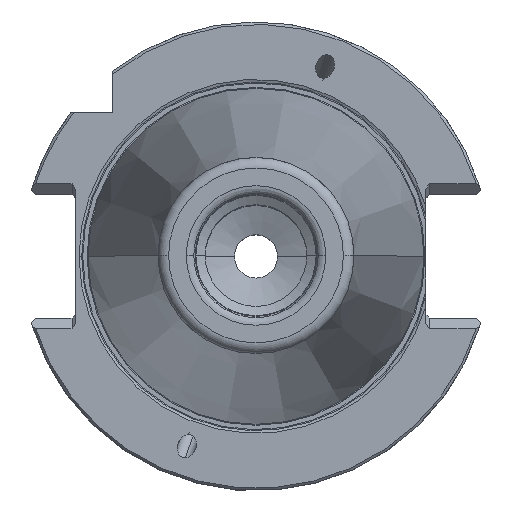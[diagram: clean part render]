
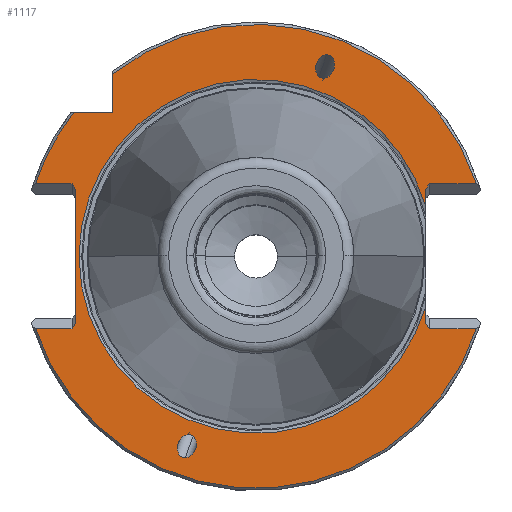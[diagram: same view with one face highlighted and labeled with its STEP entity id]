
A CAD part, top view. The second image highlights one B-rep face of the part: STEP entity #1117.
In plain terms, the highlighted planar face has unit normal (0, 0, 1).
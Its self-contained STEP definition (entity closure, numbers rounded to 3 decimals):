
#917=EDGE_CURVE('NONE',#1977,#1555,#2692,.T.);
#927=EDGE_CURVE('NONE',#1005,#2049,#2703,.T.);
#1005=VERTEX_POINT('NONE',#2787);
#1025=VERTEX_POINT('NONE',#2810);
#1099=EDGE_CURVE('NONE',#1005,#2567,#2897,.T.);
#1117=ADVANCED_FACE('NONE',(#2919,#2920,#2921),#2922,.F.);
#1129=EDGE_CURVE('NONE',#2427,#2475,#2936,.T.);
#1205=VERTEX_POINT('NONE',#3025);
#1369=EDGE_CURVE('NONE',#1893,#1421,#3207,.T.);
#1377=EDGE_CURVE('NONE',#2609,#1711,#3215,.T.);
#1421=VERTEX_POINT('NONE',#3263);
#1437=VERTEX_POINT('NONE',#3281);
#1507=EDGE_CURVE('NONE',#1709,#1205,#3355,.T.);
#1517=EDGE_CURVE('NONE',#1555,#2049,#3367,.T.);
#1521=EDGE_CURVE('NONE',#2393,#2217,#3371,.T.);
#1539=EDGE_CURVE('NONE',#2445,#2653,#3390,.T.);
#1555=VERTEX_POINT('NONE',#3407);
#1567=EDGE_CURVE('NONE',#2573,#1709,#3422,.T.);
#1613=EDGE_CURVE('NONE',#1421,#1893,#3471,.T.);
#1657=EDGE_CURVE('NONE',#1025,#1437,#3519,.T.);
#1669=EDGE_CURVE('NONE',#2567,#2609,#3533,.T.);
#1709=VERTEX_POINT('NONE',#3576);
#1711=VERTEX_POINT('NONE',#3578);
#1749=EDGE_CURVE('NONE',#1977,#2427,#3618,.T.);
#1765=EDGE_CURVE('NONE',#2573,#2217,#3634,.T.);
#1893=VERTEX_POINT('NONE',#3774);
#1977=VERTEX_POINT('NONE',#3863);
#2037=EDGE_CURVE('NONE',#2509,#2297,#3936,.T.);
#2047=EDGE_CURVE('NONE',#1437,#1711,#3946,.T.);
#2049=VERTEX_POINT('NONE',#3948);
#2099=EDGE_CURVE('NONE',#2297,#1205,#4002,.T.);
#2217=VERTEX_POINT('NONE',#4126);
#2297=VERTEX_POINT('NONE',#4219);
#2319=EDGE_CURVE('NONE',#1025,#2509,#4246,.T.);
#2393=VERTEX_POINT('NONE',#4328);
#2427=VERTEX_POINT('NONE',#4363);
#2445=VERTEX_POINT('NONE',#4383);
#2447=EDGE_CURVE('NONE',#2393,#2475,#4385,.T.);
#2475=VERTEX_POINT('NONE',#4418);
#2509=VERTEX_POINT('NONE',#4459);
#2567=VERTEX_POINT('NONE',#4526);
#2569=EDGE_CURVE('NONE',#2653,#2445,#4528,.T.);
#2573=VERTEX_POINT('NONE',#4533);
#2609=VERTEX_POINT('NONE',#4575);
#2653=VERTEX_POINT('NONE',#4624);
#2692=LINE('',#4662,#4663);
#2703=CIRCLE('',#4679,48.225);
#2787=CARTESIAN_POINT('',(45.816,15.05,-1.5));
#2810=CARTESIAN_POINT('',(35.3,-10.348,-1.5));
#2897=LINE('',#4972,#4973);
#2919=FACE_OUTER_BOUND('',#5001,.T.);
#2920=FACE_BOUND('',#5002,.T.);
#2921=FACE_BOUND('',#5003,.T.);
#2922=PLANE('',#5004);
#2936=LINE('',#5022,#5023);
#3025=CARTESIAN_POINT('',(45.816,-15.05,-1.5));
#3207=(B_SPLINE_CURVE(3,(#5418,#5419,#5420,#5421),.UNSPECIFIED.,.F.,.F.)B_SPLINE_CURVE_WITH_KNOTS((4,4),(0.272,3.414),.UNSPECIFIED.)RATIONAL_B_SPLINE_CURVE((1.0,0.333,0.333,1.0))BOUNDED_CURVE()REPRESENTATION_ITEM('')GEOMETRIC_REPRESENTATION_ITEM()CURVE());
#3215=LINE('',#5439,#5440);
#3263=CARTESIAN_POINT('',(14.027,37.047,-1.5));
#3281=CARTESIAN_POINT('',(-36.786,0.,-1.5));
#3355=CIRCLE('',#5640,48.225);
#3367=LINE('',#5656,#5657);
#3371=LINE('',#5663,#5664);
#3390=(B_SPLINE_CURVE(3,(#5696,#5697,#5698,#5699),.UNSPECIFIED.,.F.,.F.)B_SPLINE_CURVE_WITH_KNOTS((4,4),(3.414,6.555),.UNSPECIFIED.)RATIONAL_B_SPLINE_CURVE((1.0,0.333,0.333,1.0))BOUNDED_CURVE()REPRESENTATION_ITEM('')GEOMETRIC_REPRESENTATION_ITEM()CURVE());
#3407=CARTESIAN_POINT('',(-29.85,29.85,-1.5));
#3422=LINE('',#5761,#5762);
#3471=(B_SPLINE_CURVE(3,(#5845,#5846,#5847,#5848),.UNSPECIFIED.,.F.,.F.)B_SPLINE_CURVE_WITH_KNOTS((4,4),(3.414,6.555),.UNSPECIFIED.)RATIONAL_B_SPLINE_CURVE((1.0,0.333,0.333,1.0))BOUNDED_CURVE()REPRESENTATION_ITEM('')GEOMETRIC_REPRESENTATION_ITEM()CURVE());
#3519=CIRCLE('',#5920,36.786);
#3533=LINE('',#5940,#5941);
#3576=CARTESIAN_POINT('',(-45.816,-15.05,-1.5));
#3578=CARTESIAN_POINT('',(35.3,10.348,-1.5));
#3618=CIRCLE('',#6062,48.225);
#3634=LINE('',#6085,#6086);
#3774=CARTESIAN_POINT('',(14.702,41.887,-1.5));
#3863=CARTESIAN_POINT('',(-37.876,29.85,-1.5));
#3936=LINE('',#6613,#6614);
#3946=CIRCLE('',#6629,36.786);
#3948=CARTESIAN_POINT('',(-29.85,37.876,-1.5));
#4002=LINE('',#6719,#6720);
#4126=CARTESIAN_POINT('',(-37.5,-13.989,-1.5));
#4219=CARTESIAN_POINT('',(36.05,-15.05,-1.5));
#4246=LINE('',#7152,#7153);
#4328=CARTESIAN_POINT('',(-37.5,13.989,-1.5));
#4363=CARTESIAN_POINT('',(-45.816,15.05,-1.5));
#4383=CARTESIAN_POINT('',(-14.027,-37.047,-1.5));
#4385=LINE('',#7399,#7400);
#4418=CARTESIAN_POINT('',(-38.25,15.05,-1.5));
#4459=CARTESIAN_POINT('',(35.3,-13.989,-1.5));
#4526=CARTESIAN_POINT('',(36.05,15.05,-1.5));
#4528=(B_SPLINE_CURVE(3,(#7608,#7609,#7610,#7611),.UNSPECIFIED.,.F.,.F.)B_SPLINE_CURVE_WITH_KNOTS((4,4),(0.272,3.414),.UNSPECIFIED.)RATIONAL_B_SPLINE_CURVE((1.0,0.333,0.333,1.0))BOUNDED_CURVE()REPRESENTATION_ITEM('')GEOMETRIC_REPRESENTATION_ITEM()CURVE());
#4533=CARTESIAN_POINT('',(-38.25,-15.05,-1.5));
#4575=CARTESIAN_POINT('',(35.3,13.989,-1.5));
#4624=CARTESIAN_POINT('',(-14.702,-41.887,-1.5));
#4662=CARTESIAN_POINT('',(-52.85,29.85,-1.5));
#4663=VECTOR('',#7785,1000.0);
#4679=AXIS2_PLACEMENT_3D('',#7795,#7796,#7797);
#4972=CARTESIAN_POINT('',(62.5,15.05,-1.5));
#4973=VECTOR('',#8051,1000.0);
#5001=EDGE_LOOP('',(#8093,#8094,#8095,#8096,#8097,#8098,#8099,#8100,#8101,#8102,#8103,#8104,#8105,#8106,#8107,#8108,#8109,#8110));
#5002=EDGE_LOOP('',(#8111,#8112));
#5003=EDGE_LOOP('',(#8113,#8114));
#5004=AXIS2_PLACEMENT_3D('',#8115,#8116,#8117);
#5022=CARTESIAN_POINT('',(-63.9,15.05,-1.5));
#5023=VECTOR('',#8138,1000.0);
#5418=CARTESIAN_POINT('',(14.702,41.887,-1.5));
#5419=CARTESIAN_POINT('',(10.807,41.887,-1.5));
#5420=CARTESIAN_POINT('',(10.132,37.047,-1.5));
#5421=CARTESIAN_POINT('',(14.027,37.047,-1.5));
#5439=CARTESIAN_POINT('',(35.3,0.,-1.5));
#5440=VECTOR('',#8466,1000.0);
#5640=AXIS2_PLACEMENT_3D('',#8602,#8603,#8604);
#5656=CARTESIAN_POINT('',(-29.85,29.85,-1.5));
#5657=VECTOR('',#8617,1000.0);
#5663=CARTESIAN_POINT('',(-37.5,0.,-1.5));
#5664=VECTOR('',#8621,1000.0);
#5696=CARTESIAN_POINT('',(-14.027,-37.047,-1.5));
#5697=CARTESIAN_POINT('',(-17.923,-37.047,-1.5));
#5698=CARTESIAN_POINT('',(-18.598,-41.887,-1.5));
#5699=CARTESIAN_POINT('',(-14.702,-41.887,-1.5));
#5761=CARTESIAN_POINT('',(-63.9,-15.05,-1.5));
#5762=VECTOR('',#8684,1000.0);
#5845=CARTESIAN_POINT('',(14.027,37.047,-1.5));
#5846=CARTESIAN_POINT('',(17.923,37.047,-1.5));
#5847=CARTESIAN_POINT('',(18.598,41.887,-1.5));
#5848=CARTESIAN_POINT('',(14.702,41.887,-1.5));
#5920=AXIS2_PLACEMENT_3D('',#8788,#8789,#8790);
#5940=CARTESIAN_POINT('',(35.013,13.583,-1.5));
#5941=VECTOR('',#8812,1000.0);
#6062=AXIS2_PLACEMENT_3D('',#8891,#8892,#8893);
#6085=CARTESIAN_POINT('',(-29.995,-3.376,-1.5));
#6086=VECTOR('',#8897,1000.0);
#6613=CARTESIAN_POINT('',(35.013,-13.583,-1.5));
#6614=VECTOR('',#9244,1000.0);
#6629=AXIS2_PLACEMENT_3D('',#9247,#9248,#9249);
#6719=CARTESIAN_POINT('',(62.5,-15.05,-1.5));
#6720=VECTOR('',#9299,1000.0);
#7152=CARTESIAN_POINT('',(35.3,0.,-1.5));
#7153=VECTOR('',#9593,1000.0);
#7399=CARTESIAN_POINT('',(-29.995,3.376,-1.5));
#7400=VECTOR('',#9735,1000.0);
#7608=CARTESIAN_POINT('',(-14.702,-41.887,-1.5));
#7609=CARTESIAN_POINT('',(-10.807,-41.887,-1.5));
#7610=CARTESIAN_POINT('',(-10.132,-37.047,-1.5));
#7611=CARTESIAN_POINT('',(-14.027,-37.047,-1.5));
#7785=DIRECTION('',(1.0,0.,0.0));
#7795=CARTESIAN_POINT('',(0.0,0.0,-1.5));
#7796=DIRECTION('',(0.0,-0.0,1.0));
#7797=DIRECTION('',(1.0,0.,0.0));
#8051=DIRECTION('',(-1.0,0.,0.0));
#8093=ORIENTED_EDGE('',*,*,#1099,.F.);
#8094=ORIENTED_EDGE('',*,*,#927,.T.);
#8095=ORIENTED_EDGE('',*,*,#1517,.F.);
#8096=ORIENTED_EDGE('',*,*,#917,.F.);
#8097=ORIENTED_EDGE('',*,*,#1749,.T.);
#8098=ORIENTED_EDGE('',*,*,#1129,.T.);
#8099=ORIENTED_EDGE('',*,*,#2447,.F.);
#8100=ORIENTED_EDGE('',*,*,#1521,.T.);
#8101=ORIENTED_EDGE('',*,*,#1765,.F.);
#8102=ORIENTED_EDGE('',*,*,#1567,.T.);
#8103=ORIENTED_EDGE('',*,*,#1507,.T.);
#8104=ORIENTED_EDGE('',*,*,#2099,.F.);
#8105=ORIENTED_EDGE('',*,*,#2037,.F.);
#8106=ORIENTED_EDGE('',*,*,#2319,.F.);
#8107=ORIENTED_EDGE('',*,*,#1657,.T.);
#8108=ORIENTED_EDGE('',*,*,#2047,.T.);
#8109=ORIENTED_EDGE('',*,*,#1377,.F.);
#8110=ORIENTED_EDGE('',*,*,#1669,.F.);
#8111=ORIENTED_EDGE('',*,*,#2569,.F.);
#8112=ORIENTED_EDGE('',*,*,#1539,.F.);
#8113=ORIENTED_EDGE('',*,*,#1369,.F.);
#8114=ORIENTED_EDGE('',*,*,#1613,.F.);
#8115=CARTESIAN_POINT('',(0.,-50.0,-1.5));
#8116=DIRECTION('',(0.0,0.0,-1.0));
#8117=DIRECTION('',(-1.0,0.0,0.0));
#8138=DIRECTION('',(1.0,0.,0.0));
#8466=DIRECTION('',(0.,-1.0,-0.0));
#8602=CARTESIAN_POINT('',(0.0,0.0,-1.5));
#8603=DIRECTION('',(0.0,-0.0,1.0));
#8604=DIRECTION('',(1.0,0.,0.0));
#8617=DIRECTION('',(0.,1.0,0.0));
#8621=DIRECTION('',(0.,-1.0,-0.0));
#8684=DIRECTION('',(-1.0,0.,0.0));
#8788=CARTESIAN_POINT('',(0.0,0.0,-1.5));
#8789=DIRECTION('',(0.0,0.0,-1.0));
#8790=DIRECTION('',(1.0,0.,0.0));
#8812=DIRECTION('',(-0.577,-0.816,0.0));
#8891=CARTESIAN_POINT('',(0.0,0.0,-1.5));
#8892=DIRECTION('',(0.0,0.0,1.0));
#8893=DIRECTION('',(1.0,0.,-0.0));
#8897=DIRECTION('',(0.577,0.816,0.0));
#9244=DIRECTION('',(0.577,-0.816,0.0));
#9247=CARTESIAN_POINT('',(0.0,0.0,-1.5));
#9248=DIRECTION('',(0.0,0.0,-1.0));
#9249=DIRECTION('',(1.0,0.,0.0));
#9299=DIRECTION('',(1.0,0.,0.0));
#9593=DIRECTION('',(0.,-1.0,-0.0));
#9735=DIRECTION('',(-0.577,0.816,0.0));
